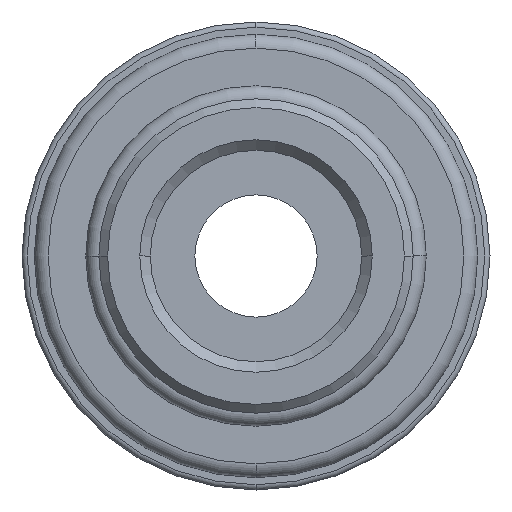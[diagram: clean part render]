
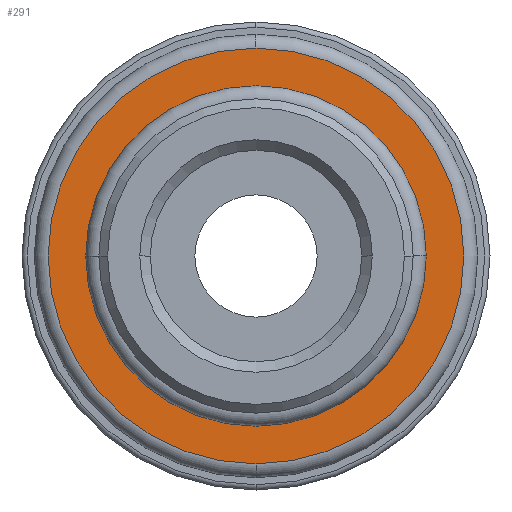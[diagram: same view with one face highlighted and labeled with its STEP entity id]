
A CAD part, front view. The second image highlights one B-rep face of the part: STEP entity #291.
In plain terms, the highlighted planar face has unit normal (0, -1, 0).
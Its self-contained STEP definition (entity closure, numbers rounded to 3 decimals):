
#291=ADVANCED_FACE('',(#589,#590),#591,.T.);
#589=FACE_BOUND('',#882,.T.);
#590=FACE_OUTER_BOUND('',#883,.T.);
#591=PLANE('',#884);
#882=EDGE_LOOP('',(#1640,#1641,#1642));
#883=EDGE_LOOP('',(#1643,#1644,#1645));
#884=AXIS2_PLACEMENT_3D('',#1646,#1647,#1648);
#1640=ORIENTED_EDGE('',*,*,#1946,.T.);
#1641=ORIENTED_EDGE('',*,*,#1862,.T.);
#1642=ORIENTED_EDGE('',*,*,#1947,.T.);
#1643=ORIENTED_EDGE('',*,*,#1688,.F.);
#1644=ORIENTED_EDGE('',*,*,#1687,.F.);
#1645=ORIENTED_EDGE('',*,*,#1767,.F.);
#1646=CARTESIAN_POINT('',(10.45,2.5,0.0));
#1647=DIRECTION('',(-0.0,-1.0,-0.0));
#1648=DIRECTION('',(-1.0,0.0,0.0));
#1687=EDGE_CURVE('',#1997,#2000,#2001,.T.);
#1688=EDGE_CURVE('',#2000,#2002,#2003,.T.);
#1767=EDGE_CURVE('',#2002,#1997,#2131,.T.);
#1862=EDGE_CURVE('',#2264,#2266,#2268,.T.);
#1946=EDGE_CURVE('',#2368,#2264,#2369,.T.);
#1947=EDGE_CURVE('',#2266,#2368,#2370,.T.);
#1997=VERTEX_POINT('',#2466);
#2000=VERTEX_POINT('',#2469);
#2001=CIRCLE('',#2470,11.9);
#2002=VERTEX_POINT('',#2471);
#2003=CIRCLE('',#2472,11.9);
#2131=CIRCLE('',#2764,11.9);
#2264=VERTEX_POINT('',#2944);
#2266=VERTEX_POINT('',#2946);
#2268=CIRCLE('',#2948,9.75);
#2368=VERTEX_POINT('',#3099);
#2369=CIRCLE('',#3100,9.75);
#2370=CIRCLE('',#3101,9.75);
#2466=CARTESIAN_POINT('',(0.,2.5,11.9));
#2469=CARTESIAN_POINT('',(11.9,2.5,0.0));
#2470=AXIS2_PLACEMENT_3D('',#3152,#3153,#3154);
#2471=CARTESIAN_POINT('',(0.,2.5,-11.9));
#2472=AXIS2_PLACEMENT_3D('',#3155,#3156,#3157);
#2764=AXIS2_PLACEMENT_3D('',#3282,#3283,#3284);
#2944=CARTESIAN_POINT('',(9.75,2.5,0.));
#2946=CARTESIAN_POINT('',(-9.75,2.5,0.));
#2948=AXIS2_PLACEMENT_3D('',#3449,#3450,#3451);
#3099=CARTESIAN_POINT('',(0.,2.5,9.75));
#3100=AXIS2_PLACEMENT_3D('',#3563,#3564,#3565);
#3101=AXIS2_PLACEMENT_3D('',#3566,#3567,#3568);
#3152=CARTESIAN_POINT('',(0.0,2.5,0.0));
#3153=DIRECTION('',(-0.0,1.0,0.0));
#3154=DIRECTION('',(1.0,0.0,0.0));
#3155=CARTESIAN_POINT('',(0.0,2.5,0.0));
#3156=DIRECTION('',(-0.0,1.0,0.0));
#3157=DIRECTION('',(1.0,0.0,0.0));
#3282=CARTESIAN_POINT('',(0.0,2.5,0.0));
#3283=DIRECTION('',(-0.0,1.0,0.0));
#3284=DIRECTION('',(1.0,0.0,0.0));
#3449=CARTESIAN_POINT('',(0.0,2.5,0.0));
#3450=DIRECTION('',(0.0,1.0,0.0));
#3451=DIRECTION('',(0.0,0.0,-1.0));
#3563=CARTESIAN_POINT('',(0.0,2.5,0.0));
#3564=DIRECTION('',(0.0,1.0,0.0));
#3565=DIRECTION('',(0.0,0.0,-1.0));
#3566=CARTESIAN_POINT('',(0.0,2.5,0.0));
#3567=DIRECTION('',(0.0,1.0,0.0));
#3568=DIRECTION('',(0.0,0.0,-1.0));
